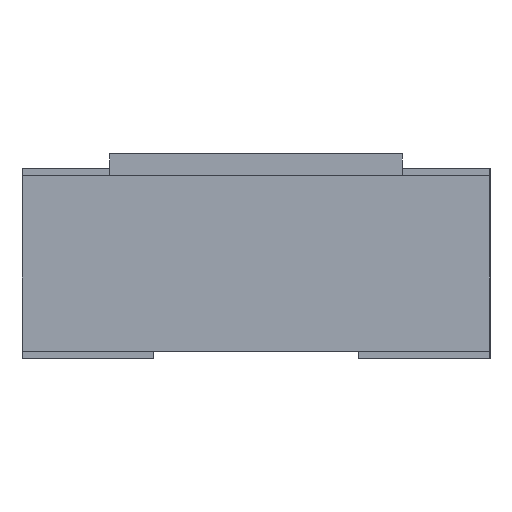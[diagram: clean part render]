
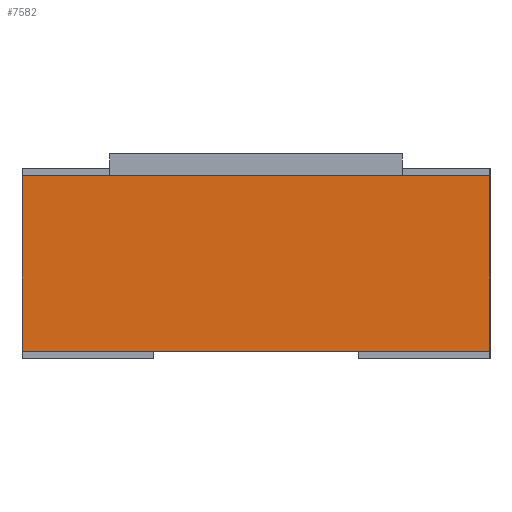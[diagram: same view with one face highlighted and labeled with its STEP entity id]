
A CAD part, left-side view. The second image highlights one B-rep face of the part: STEP entity #7582.
In plain terms, the highlighted planar face has unit normal (-1, 0, 0).
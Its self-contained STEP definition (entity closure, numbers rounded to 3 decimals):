
#456 = LINE ( 'NONE', #1878, #4908 ) ;
#542 = VERTEX_POINT ( 'NONE', #7489 ) ;
#924 = EDGE_LOOP ( 'NONE', ( #6350, #4221, #1279, #4797 ) ) ;
#1155 = VECTOR ( 'NONE', #2069, 1000. ) ;
#1279 = ORIENTED_EDGE ( 'NONE', *, *, #5322, .F. ) ;
#1311 = PLANE ( 'NONE',  #2082 ) ;
#1835 = DIRECTION ( 'NONE',  ( 0., -1., 0. ) ) ;
#1878 = CARTESIAN_POINT ( 'NONE',  ( -1.6, -0.8, 0.625 ) ) ;
#1883 = FACE_OUTER_BOUND ( 'NONE', #924, .T. ) ;
#2027 = CARTESIAN_POINT ( 'NONE',  ( -1.6, 0.8, 0.025 ) ) ;
#2041 = CARTESIAN_POINT ( 'NONE',  ( -1.6, 0.8, 0.625 ) ) ;
#2069 = DIRECTION ( 'NONE',  ( 0., -1., 0. ) ) ;
#2082 = AXIS2_PLACEMENT_3D ( 'NONE', #2041, #3968, #3302 ) ;
#2270 = VERTEX_POINT ( 'NONE', #5013 ) ;
#2774 = EDGE_CURVE ( 'NONE', #6629, #2270, #5609, .T. ) ;
#2805 = EDGE_CURVE ( 'NONE', #6972, #542, #456, .T. ) ;
#3005 = CARTESIAN_POINT ( 'NONE',  ( -1.6, 0.8, 0.625 ) ) ;
#3302 = DIRECTION ( 'NONE',  ( 0., 1., 0. ) ) ;
#3968 = DIRECTION ( 'NONE',  ( 1., 0., 0. ) ) ;
#4221 = ORIENTED_EDGE ( 'NONE', *, *, #2805, .F. ) ;
#4333 = EDGE_CURVE ( 'NONE', #2270, #542, #5240, .T. ) ;
#4343 = LINE ( 'NONE', #6270, #4698 ) ;
#4687 = CARTESIAN_POINT ( 'NONE',  ( -1.6, -0.8, 0.625 ) ) ;
#4698 = VECTOR ( 'NONE', #1835, 1000. ) ;
#4797 = ORIENTED_EDGE ( 'NONE', *, *, #2774, .T. ) ;
#4908 = VECTOR ( 'NONE', #8194, 1000. ) ;
#5013 = CARTESIAN_POINT ( 'NONE',  ( -1.6, 0.8, 0.025 ) ) ;
#5240 = LINE ( 'NONE', #2027, #1155 ) ;
#5322 = EDGE_CURVE ( 'NONE', #6629, #6972, #4343, .T. ) ;
#5609 = LINE ( 'NONE', #3005, #6387 ) ;
#6270 = CARTESIAN_POINT ( 'NONE',  ( -1.6, 0.8, 0.625 ) ) ;
#6350 = ORIENTED_EDGE ( 'NONE', *, *, #4333, .T. ) ;
#6387 = VECTOR ( 'NONE', #8238, 1000. ) ;
#6629 = VERTEX_POINT ( 'NONE', #7269 ) ;
#6972 = VERTEX_POINT ( 'NONE', #4687 ) ;
#7269 = CARTESIAN_POINT ( 'NONE',  ( -1.6, 0.8, 0.625 ) ) ;
#7489 = CARTESIAN_POINT ( 'NONE',  ( -1.6, -0.8, 0.025 ) ) ;
#7582 = ADVANCED_FACE ( 'NONE', ( #1883 ), #1311, .F. ) ;
#8194 = DIRECTION ( 'NONE',  ( 0., 0., -1. ) ) ;
#8238 = DIRECTION ( 'NONE',  ( 0., 0., -1. ) ) ;
